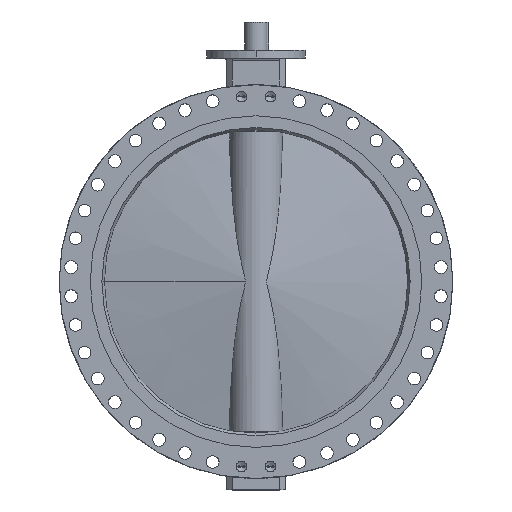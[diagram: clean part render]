
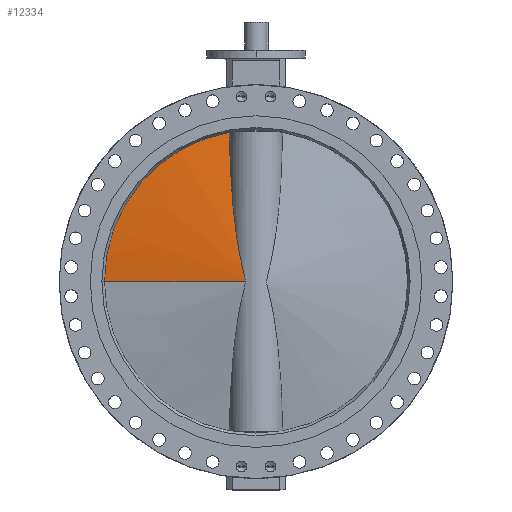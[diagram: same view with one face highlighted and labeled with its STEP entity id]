
A CAD part, top view. The second image highlights one B-rep face of the part: STEP entity #12334.
In plain terms, the highlighted conical face has half-angle 81.018 degrees and reference radius 540.948 mm.
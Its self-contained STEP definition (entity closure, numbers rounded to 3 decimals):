
#31 = B_SPLINE_CURVE_WITH_KNOTS ( 'NONE', 3,
 ( #9902, #9903, #9907, #9908, #9909, #9910, #9911, #9912, #9913, #9914, #9915, #9916, #9917, #9918, #9919, #9920, #9921, #9922, #9923, #9924, #9925, #9926, #9927, #9928, #9929, #9930, #9931, #9932, #9933, #9934, #9935, #9936, #9937, #9938, #9939, #9940 ),
 .UNSPECIFIED., .F., .F.,
 ( 4, 2, 2, 2, 2, 2, 2, 2, 2, 2, 2, 2, 2, 2, 2, 2, 2, 4 ),
 ( 0.056, 0.123, 0.191, 0.258, 0.326, 0.394, 0.427, 0.461, 0.495, 0.512, 0.529, 0.546, 0.554, 0.563, 0.571, 0.58, 0.588, 0.597 ),
 .UNSPECIFIED. ) ;
#1783 = EDGE_CURVE ( 'NONE', #8237, #8470, #6997, .T. ) ;
#1823 = EDGE_CURVE ( 'NONE', #8483, #8237, #31, .T. ) ;
#1824 = EDGE_CURVE ( 'NONE', #8483, #8470, #7017, .T. ) ;
#2183 = AXIS2_PLACEMENT_3D ( 'NONE', #9944, #9945, #9946 ) ;
#3214 = CARTESIAN_POINT ( 'NONE',  ( -86.952, 0., -38.268 ) ) ;
#3312 = CARTESIAN_POINT ( 'NONE',  ( -7.763, 0., -539.281 ) ) ;
#3331 = CARTESIAN_POINT ( 'NONE',  ( -7.763, 530.904, -94.682 ) ) ;
#5332 = DIRECTION ( 'NONE',  ( 0., 0., -1. ) ) ;
#5333 = CARTESIAN_POINT ( 'NONE',  ( -7.5, 0., 0. ) ) ;
#5334 = DIRECTION ( 'NONE',  ( 1., 0., 0. ) ) ;
#5555 = FACE_OUTER_BOUND ( 'NONE', #11713, .T. ) ;
#5559 = CONICAL_SURFACE ( 'NONE', #10846, 540.948, 1.414 ) ;
#6997 = LINE ( 'NONE', #9704, #6998 ) ;
#6998 = VECTOR ( 'NONE', #9705, 1000. ) ;
#7017 = CIRCLE ( 'NONE', #2183, 539.281 ) ;
#8237 = VERTEX_POINT ( 'NONE', #3214 ) ;
#8470 = VERTEX_POINT ( 'NONE', #3312 ) ;
#8483 = VERTEX_POINT ( 'NONE', #3331 ) ;
#9167 = ORIENTED_EDGE ( 'NONE', *, *, #1823, .F. ) ;
#9168 = ORIENTED_EDGE ( 'NONE', *, *, #1783, .F. ) ;
#9169 = ORIENTED_EDGE ( 'NONE', *, *, #1824, .T. ) ;
#9704 = CARTESIAN_POINT ( 'NONE',  ( -7.5, 0., -540.948 ) ) ;
#9705 = DIRECTION ( 'NONE',  ( 0.156, 0., -0.988 ) ) ;
#9902 = CARTESIAN_POINT ( 'NONE',  ( -7.763, 530.904, -94.682 ) ) ;
#9903 = CARTESIAN_POINT ( 'NONE',  ( -11.236, 508.636, -94.397 ) ) ;
#9907 = CARTESIAN_POINT ( 'NONE',  ( -14.708, 486.373, -93.921 ) ) ;
#9908 = CARTESIAN_POINT ( 'NONE',  ( -21.649, 441.854, -92.568 ) ) ;
#9909 = CARTESIAN_POINT ( 'NONE',  ( -25.118, 419.599, -91.691 ) ) ;
#9910 = CARTESIAN_POINT ( 'NONE',  ( -32.052, 375.099, -89.504 ) ) ;
#9911 = CARTESIAN_POINT ( 'NONE',  ( -35.515, 352.867, -88.193 ) ) ;
#9912 = CARTESIAN_POINT ( 'NONE',  ( -42.432, 308.442, -85.082 ) ) ;
#9913 = CARTESIAN_POINT ( 'NONE',  ( -45.886, 286.249, -83.281 ) ) ;
#9914 = CARTESIAN_POINT ( 'NONE',  ( -52.779, 241.909, -79.092 ) ) ;
#9915 = CARTESIAN_POINT ( 'NONE',  ( -56.219, 219.763, -76.706 ) ) ;
#9916 = CARTESIAN_POINT ( 'NONE',  ( -61.36, 186.588, -72.559 ) ) ;
#9917 = CARTESIAN_POINT ( 'NONE',  ( -63.069, 175.545, -71.082 ) ) ;
#9918 = CARTESIAN_POINT ( 'NONE',  ( -66.475, 153.496, -67.908 ) ) ;
#9919 = CARTESIAN_POINT ( 'NONE',  ( -68.171, 142.49, -66.211 ) ) ;
#9920 = CARTESIAN_POINT ( 'NONE',  ( -71.544, 120.522, -62.551 ) ) ;
#9921 = CARTESIAN_POINT ( 'NONE',  ( -73.221, 109.56, -60.589 ) ) ;
#9922 = CARTESIAN_POINT ( 'NONE',  ( -75.708, 93.155, -57.403 ) ) ;
#9923 = CARTESIAN_POINT ( 'NONE',  ( -76.532, 87.693, -56.301 ) ) ;
#9924 = CARTESIAN_POINT ( 'NONE',  ( -78.166, 76.782, -54.009 ) ) ;
#9925 = CARTESIAN_POINT ( 'NONE',  ( -78.976, 71.333, -52.82 ) ) ;
#9926 = CARTESIAN_POINT ( 'NONE',  ( -80.571, 60.448, -50.353 ) ) ;
#9927 = CARTESIAN_POINT ( 'NONE',  ( -81.357, 55.011, -49.075 ) ) ;
#9928 = CARTESIAN_POINT ( 'NONE',  ( -82.5, 46.86, -47.11 ) ) ;
#9929 = CARTESIAN_POINT ( 'NONE',  ( -82.875, 44.144, -46.447 ) ) ;
#9930 = CARTESIAN_POINT ( 'NONE',  ( -83.608, 38.71, -45.115 ) ) ;
#9931 = CARTESIAN_POINT ( 'NONE',  ( -83.965, 35.992, -44.446 ) ) ;
#9932 = CARTESIAN_POINT ( 'NONE',  ( -84.652, 30.55, -43.124 ) ) ;
#9933 = CARTESIAN_POINT ( 'NONE',  ( -84.981, 27.826, -42.469 ) ) ;
#9934 = CARTESIAN_POINT ( 'NONE',  ( -85.595, 22.361, -41.218 ) ) ;
#9935 = CARTESIAN_POINT ( 'NONE',  ( -85.879, 19.621, -40.621 ) ) ;
#9936 = CARTESIAN_POINT ( 'NONE',  ( -86.371, 14.107, -39.564 ) ) ;
#9937 = CARTESIAN_POINT ( 'NONE',  ( -86.579, 11.333, -39.106 ) ) ;
#9938 = CARTESIAN_POINT ( 'NONE',  ( -86.87, 5.721, -38.455 ) ) ;
#9939 = CARTESIAN_POINT ( 'NONE',  ( -86.952, 2.882, -38.268 ) ) ;
#9940 = CARTESIAN_POINT ( 'NONE',  ( -86.952, 0., -38.268 ) ) ;
#9944 = CARTESIAN_POINT ( 'NONE',  ( -7.763, 0., 0. ) ) ;
#9945 = DIRECTION ( 'NONE',  ( -1., 0., 0. ) ) ;
#9946 = DIRECTION ( 'NONE',  ( 0., 0., 1. ) ) ;
#10846 = AXIS2_PLACEMENT_3D ( 'NONE', #5333, #5334, #5332 ) ;
#11713 = EDGE_LOOP ( 'NONE', ( #9168, #9167, #9169 ) ) ;
#12334 = ADVANCED_FACE ( 'NONE', ( #5555 ), #5559, .T. ) ;
